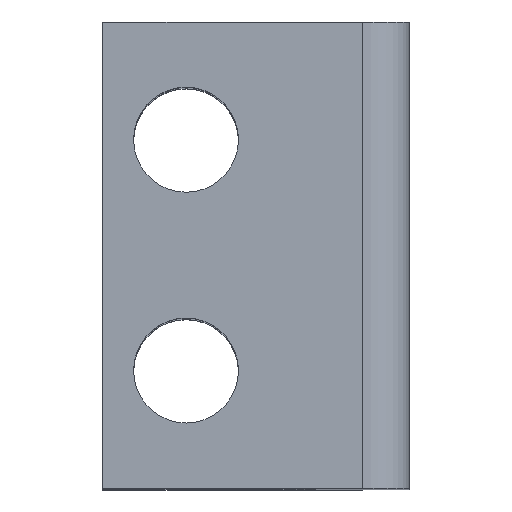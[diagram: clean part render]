
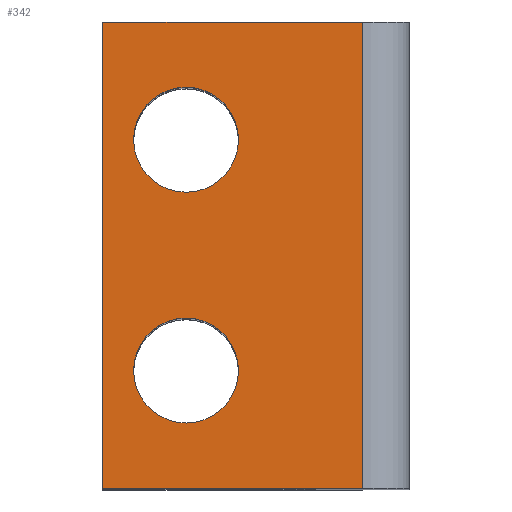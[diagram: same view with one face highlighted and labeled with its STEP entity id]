
A CAD part, top view. The second image highlights one B-rep face of the part: STEP entity #342.
In plain terms, the highlighted planar face has unit normal (0, 0, 1).
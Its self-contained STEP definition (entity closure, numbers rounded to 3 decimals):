
#15=FACE_BOUND('',#53,.T.);
#16=FACE_BOUND('',#54,.T.);
#23=PLANE('',#385);
#34=FACE_OUTER_BOUND('',#52,.T.);
#52=EDGE_LOOP('',(#241,#242,#243,#244));
#53=EDGE_LOOP('',(#245));
#54=EDGE_LOOP('',(#246));
#77=LINE('',#524,#109);
#79=LINE('',#530,#111);
#80=LINE('',#532,#112);
#81=LINE('',#533,#113);
#109=VECTOR('',#422,10.);
#111=VECTOR('',#428,10.);
#112=VECTOR('',#429,10.);
#113=VECTOR('',#430,10.);
#143=CIRCLE('',#386,2.25);
#144=CIRCLE('',#387,2.25);
#158=VERTEX_POINT('',#521);
#159=VERTEX_POINT('',#523);
#161=VERTEX_POINT('',#529);
#162=VERTEX_POINT('',#531);
#163=VERTEX_POINT('',#534);
#164=VERTEX_POINT('',#536);
#190=EDGE_CURVE('',#158,#159,#77,.T.);
#193=EDGE_CURVE('',#158,#161,#79,.T.);
#194=EDGE_CURVE('',#161,#162,#80,.T.);
#195=EDGE_CURVE('',#162,#159,#81,.T.);
#196=EDGE_CURVE('',#163,#163,#143,.T.);
#197=EDGE_CURVE('',#164,#164,#144,.T.);
#241=ORIENTED_EDGE('',*,*,#190,.F.);
#242=ORIENTED_EDGE('',*,*,#193,.T.);
#243=ORIENTED_EDGE('',*,*,#194,.T.);
#244=ORIENTED_EDGE('',*,*,#195,.T.);
#245=ORIENTED_EDGE('',*,*,#196,.T.);
#246=ORIENTED_EDGE('',*,*,#197,.T.);
#342=ADVANCED_FACE('',(#34,#15,#16),#23,.T.);
#385=AXIS2_PLACEMENT_3D('',#528,#426,#427);
#386=AXIS2_PLACEMENT_3D('',#535,#431,#432);
#387=AXIS2_PLACEMENT_3D('',#537,#433,#434);
#422=DIRECTION('',(0.,-1.,0.));
#426=DIRECTION('center_axis',(0.,0.,1.));
#427=DIRECTION('ref_axis',(1.,0.,0.));
#428=DIRECTION('',(-1.,0.,0.));
#429=DIRECTION('',(0.,-1.,0.));
#430=DIRECTION('',(1.,0.,0.));
#431=DIRECTION('center_axis',(0.,0.,-1.));
#432=DIRECTION('ref_axis',(-1.,0.,0.));
#433=DIRECTION('center_axis',(0.,0.,-1.));
#434=DIRECTION('ref_axis',(-1.,0.,0.));
#521=CARTESIAN_POINT('',(25.652,10.984,4.));
#523=CARTESIAN_POINT('',(25.652,-9.016,4.));
#524=CARTESIAN_POINT('',(25.652,5.984,4.));
#528=CARTESIAN_POINT('Origin',(18.082,0.984,4.));
#529=CARTESIAN_POINT('',(14.512,10.984,4.));
#530=CARTESIAN_POINT('',(27.652,10.984,4.));
#531=CARTESIAN_POINT('',(14.512,-9.016,4.));
#532=CARTESIAN_POINT('',(14.512,13.572,4.));
#533=CARTESIAN_POINT('',(21.652,-9.016,4.));
#534=CARTESIAN_POINT('',(20.332,5.934,4.));
#535=CARTESIAN_POINT('Origin',(18.082,5.934,4.));
#536=CARTESIAN_POINT('',(20.332,-3.966,4.));
#537=CARTESIAN_POINT('Origin',(18.082,-3.966,4.));
